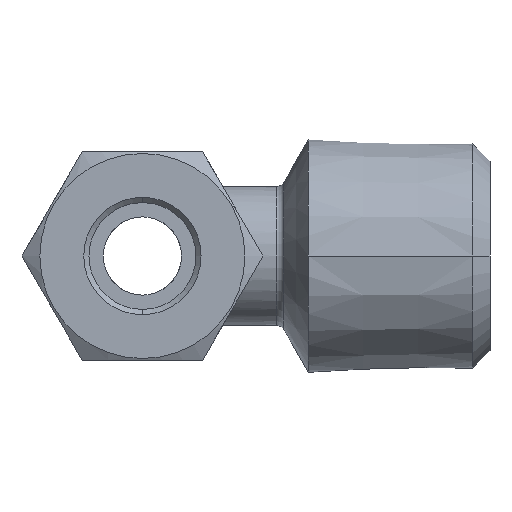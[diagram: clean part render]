
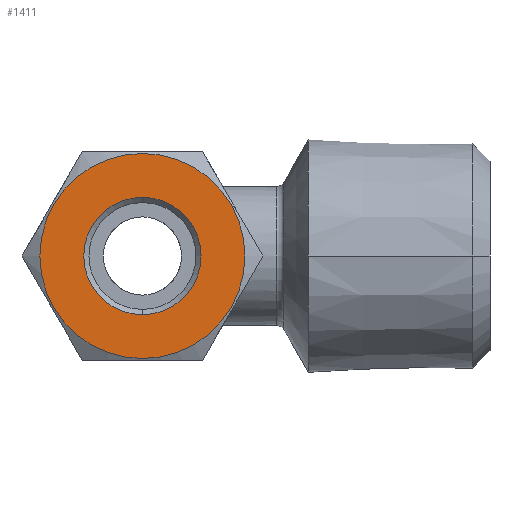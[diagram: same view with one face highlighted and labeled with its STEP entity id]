
A CAD part, left-side view. The second image highlights one B-rep face of the part: STEP entity #1411.
In plain terms, the highlighted planar face has unit normal (-1, 0, 0).
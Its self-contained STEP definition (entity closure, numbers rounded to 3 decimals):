
#162 = AXIS2_PLACEMENT_3D ( 'NONE', #5589, #5590, #5591 ) ;
#164 = CIRCLE ( 'NONE', #162, 5.9 ) ;
#168 = AXIS2_PLACEMENT_3D ( 'NONE', #5582, #5583, #5584 ) ;
#192 = CIRCLE ( 'NONE', #168, 3.375 ) ;
#227 = AXIS2_PLACEMENT_3D ( 'NONE', #565, #564, #563 ) ;
#242 = CIRCLE ( 'NONE', #227, 5.9 ) ;
#352 = EDGE_CURVE ( 'NONE', #1870, #1869, #242, .T. ) ;
#489 = EDGE_CURVE ( 'NONE', #1868, #1867, #192, .T. ) ;
#492 = EDGE_CURVE ( 'NONE', #1869, #1870, #164, .T. ) ;
#520 = EDGE_CURVE ( 'NONE', #1867, #1868, #6304, .T. ) ;
#563 = DIRECTION ( 'NONE',  ( 0., 0., 1. ) ) ;
#564 = DIRECTION ( 'NONE',  ( -1., 0., 0. ) ) ;
#565 = CARTESIAN_POINT ( 'NONE',  ( -23.089, 0., 0. ) ) ;
#765 = EDGE_LOOP ( 'NONE', ( #2181, #2182 ) ) ;
#766 = EDGE_LOOP ( 'NONE', ( #2184, #2183 ) ) ;
#1308 = AXIS2_PLACEMENT_3D ( 'NONE', #5792, #5793, #5794 ) ;
#1411 = ADVANCED_FACE ( 'NONE', ( #2907, #2908 ), #5791, .F. ) ;
#1867 = VERTEX_POINT ( 'NONE', #4612 ) ;
#1868 = VERTEX_POINT ( 'NONE', #4613 ) ;
#1869 = VERTEX_POINT ( 'NONE', #4614 ) ;
#1870 = VERTEX_POINT ( 'NONE', #4615 ) ;
#2181 = ORIENTED_EDGE ( 'NONE', *, *, #352, .T. ) ;
#2182 = ORIENTED_EDGE ( 'NONE', *, *, #492, .T. ) ;
#2183 = ORIENTED_EDGE ( 'NONE', *, *, #520, .T. ) ;
#2184 = ORIENTED_EDGE ( 'NONE', *, *, #489, .T. ) ;
#2907 = FACE_BOUND ( 'NONE', #766, .T. ) ;
#2908 = FACE_OUTER_BOUND ( 'NONE', #765, .T. ) ;
#4612 = CARTESIAN_POINT ( 'NONE',  ( -23.089, 0., -3.375 ) ) ;
#4613 = CARTESIAN_POINT ( 'NONE',  ( -23.089, 0., 3.375 ) ) ;
#4614 = CARTESIAN_POINT ( 'NONE',  ( -23.089, 0., 5.9 ) ) ;
#4615 = CARTESIAN_POINT ( 'NONE',  ( -23.089, 0., -5.9 ) ) ;
#5582 = CARTESIAN_POINT ( 'NONE',  ( -23.089, 0., 0. ) ) ;
#5583 = DIRECTION ( 'NONE',  ( 1., 0., 0. ) ) ;
#5584 = DIRECTION ( 'NONE',  ( 0., 0., -1. ) ) ;
#5589 = CARTESIAN_POINT ( 'NONE',  ( -23.089, 0., 0. ) ) ;
#5590 = DIRECTION ( 'NONE',  ( -1., 0., 0. ) ) ;
#5591 = DIRECTION ( 'NONE',  ( 0., 0., 1. ) ) ;
#5711 = CARTESIAN_POINT ( 'NONE',  ( -23.089, 0., 0. ) ) ;
#5712 = DIRECTION ( 'NONE',  ( 1., 0., 0. ) ) ;
#5713 = DIRECTION ( 'NONE',  ( 0., 0., -1. ) ) ;
#5791 = PLANE ( 'NONE',  #1308 ) ;
#5792 = CARTESIAN_POINT ( 'NONE',  ( -23.089, 5.9, 0. ) ) ;
#5793 = DIRECTION ( 'NONE',  ( 1., 0., 0. ) ) ;
#5794 = DIRECTION ( 'NONE',  ( 0., 0., -1. ) ) ;
#6301 = AXIS2_PLACEMENT_3D ( 'NONE', #5711, #5712, #5713 ) ;
#6304 = CIRCLE ( 'NONE', #6301, 3.375 ) ;
